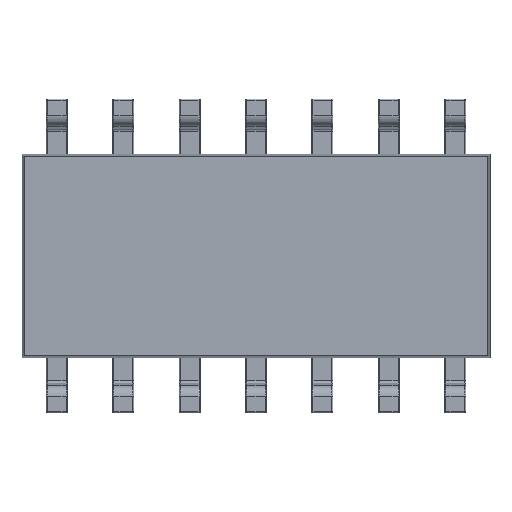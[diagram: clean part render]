
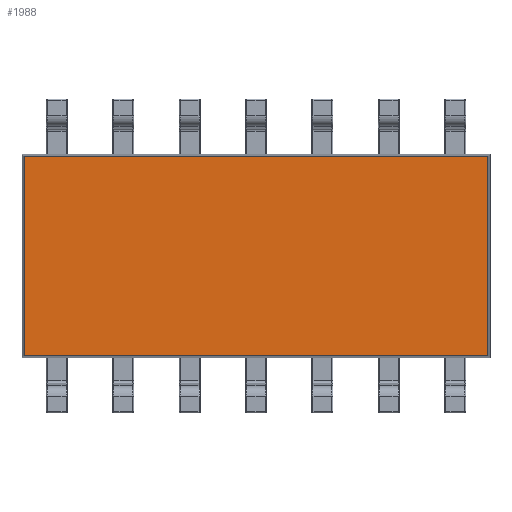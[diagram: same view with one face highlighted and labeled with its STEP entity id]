
A CAD part, front view. The second image highlights one B-rep face of the part: STEP entity #1988.
In plain terms, the highlighted planar face has unit normal (0, -1, 0).
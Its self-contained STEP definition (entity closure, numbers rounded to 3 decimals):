
#201 = DIRECTION ( 'NONE',  ( 1., 0., 0. ) ) ;
#438 = DIRECTION ( 'NONE',  ( 0., 0., -1. ) ) ;
#616 = VERTEX_POINT ( 'NONE', #2422 ) ;
#696 = DIRECTION ( 'NONE',  ( 0., 0., 1. ) ) ;
#976 = CARTESIAN_POINT ( 'NONE',  ( -4.429, 0.25, 0. ) ) ;
#1153 = ORIENTED_EDGE ( 'NONE', *, *, #11160, .T. ) ;
#1500 = LINE ( 'NONE', #7460, #11263 ) ;
#1966 = CARTESIAN_POINT ( 'NONE',  ( 0., 0.25, 1.904 ) ) ;
#1988 = ADVANCED_FACE ( 'NONE', ( #2621 ), #2638, .F. ) ;
#2407 = ORIENTED_EDGE ( 'NONE', *, *, #14399, .T. ) ;
#2422 = CARTESIAN_POINT ( 'NONE',  ( -4.429, 0.25, 1.904 ) ) ;
#2452 = EDGE_LOOP ( 'NONE', ( #2407, #4816, #6634, #1153 ) ) ;
#2497 = DIRECTION ( 'NONE',  ( 0., 1., 0. ) ) ;
#2621 = FACE_OUTER_BOUND ( 'NONE', #2452, .T. ) ;
#2638 = PLANE ( 'NONE',  #12960 ) ;
#2747 = LINE ( 'NONE', #976, #8386 ) ;
#2860 = VECTOR ( 'NONE', #13104, 1000. ) ;
#4045 = VECTOR ( 'NONE', #201, 1000. ) ;
#4816 = ORIENTED_EDGE ( 'NONE', *, *, #12548, .T. ) ;
#5140 = LINE ( 'NONE', #1966, #2860 ) ;
#6634 = ORIENTED_EDGE ( 'NONE', *, *, #10543, .T. ) ;
#6826 = CARTESIAN_POINT ( 'NONE',  ( -4.429, 0.25, -1.904 ) ) ;
#7038 = LINE ( 'NONE', #9361, #4045 ) ;
#7460 = CARTESIAN_POINT ( 'NONE',  ( 4.429, 0.25, 0. ) ) ;
#7579 = CARTESIAN_POINT ( 'NONE',  ( 4.429, 0.25, -1.904 ) ) ;
#8386 = VECTOR ( 'NONE', #438, 1000. ) ;
#8925 = VERTEX_POINT ( 'NONE', #6826 ) ;
#9361 = CARTESIAN_POINT ( 'NONE',  ( 0., 0.25, -1.904 ) ) ;
#10165 = CARTESIAN_POINT ( 'NONE',  ( 4.429, 0.25, 1.904 ) ) ;
#10438 = DIRECTION ( 'NONE',  ( 0., 0., 1. ) ) ;
#10543 = EDGE_CURVE ( 'NONE', #11180, #12961, #1500, .T. ) ;
#11160 = EDGE_CURVE ( 'NONE', #12961, #616, #5140, .T. ) ;
#11180 = VERTEX_POINT ( 'NONE', #7579 ) ;
#11263 = VECTOR ( 'NONE', #696, 1000. ) ;
#12548 = EDGE_CURVE ( 'NONE', #8925, #11180, #7038, .T. ) ;
#12960 = AXIS2_PLACEMENT_3D ( 'NONE', #13740, #2497, #10438 ) ;
#12961 = VERTEX_POINT ( 'NONE', #10165 ) ;
#13104 = DIRECTION ( 'NONE',  ( -1., 0., 0. ) ) ;
#13740 = CARTESIAN_POINT ( 'NONE',  ( 0., 0.25, 0. ) ) ;
#14399 = EDGE_CURVE ( 'NONE', #616, #8925, #2747, .T. ) ;
